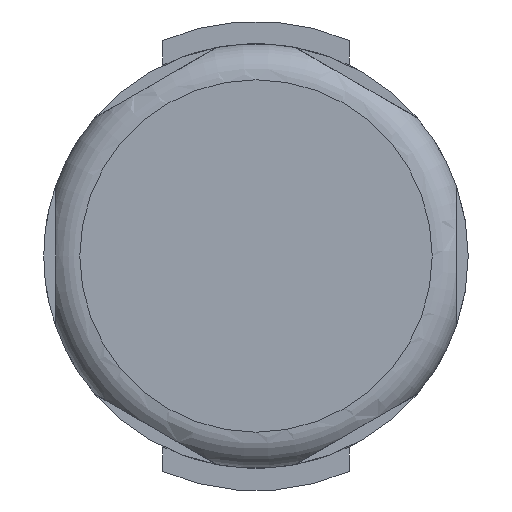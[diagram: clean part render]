
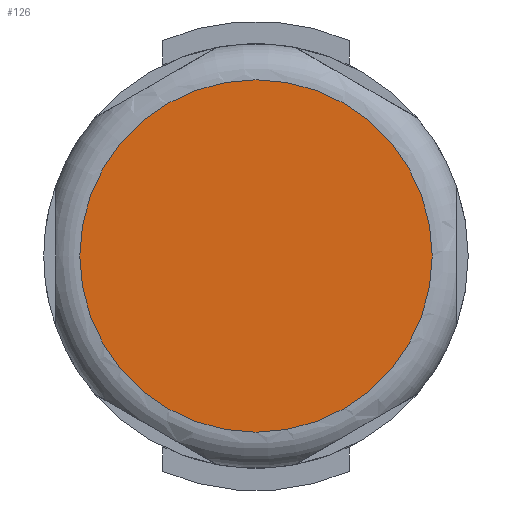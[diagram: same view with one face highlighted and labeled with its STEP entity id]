
A CAD part, front view. The second image highlights one B-rep face of the part: STEP entity #126.
In plain terms, the highlighted planar face has unit normal (0, -1, 0).
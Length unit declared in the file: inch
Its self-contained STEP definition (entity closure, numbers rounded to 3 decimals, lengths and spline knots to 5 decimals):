
#126=ADVANCED_FACE('',(#178),#155,.F.);
#155=PLANE('',#505);
#178=FACE_OUTER_BOUND('',#202,.T.);
#202=EDGE_LOOP('',(#238));
#238=ORIENTED_EDGE('',*,*,#413,.F.);
#368=VERTEX_POINT('',#704);
#413=EDGE_CURVE('',#368,#368,#478,.T.);
#478=CIRCLE('',#504,0.44);
#504=AXIS2_PLACEMENT_3D('',#703,#560,#561);
#505=AXIS2_PLACEMENT_3D('',#705,#562,#563);
#560=DIRECTION('',(0.,1.,0.));
#561=DIRECTION('',(-1.,0.,0.));
#562=DIRECTION('',(0.,1.,0.));
#563=DIRECTION('',(0.,0.,1.));
#703=CARTESIAN_POINT('',(0.,-3.899,0.));
#704=CARTESIAN_POINT('',(-0.44,-3.899,0.));
#705=CARTESIAN_POINT('',(0.,-3.899,0.));
